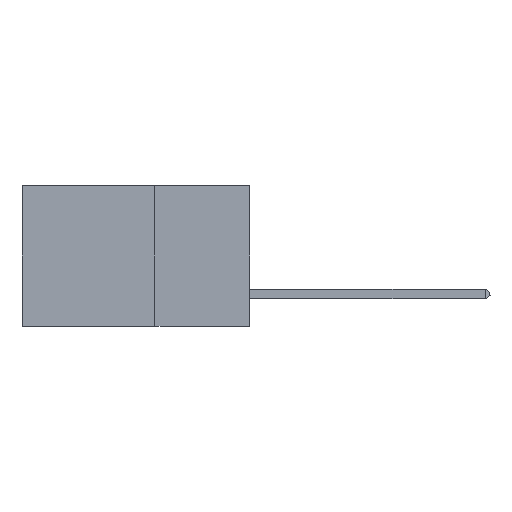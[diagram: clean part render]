
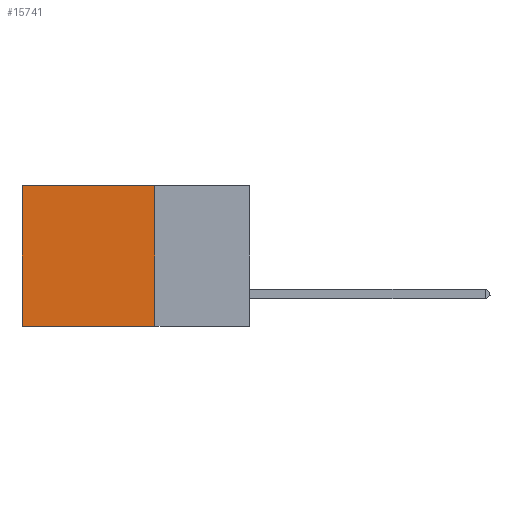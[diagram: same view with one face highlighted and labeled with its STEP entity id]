
A CAD part, left-side view. The second image highlights one B-rep face of the part: STEP entity #15741.
In plain terms, the highlighted planar face has unit normal (-1, 0, 0).
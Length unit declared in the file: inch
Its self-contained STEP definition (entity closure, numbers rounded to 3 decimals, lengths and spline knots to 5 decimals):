
#807 = EDGE_CURVE ( 'NONE', #17728, #7368, #22055, .T. ) ;
#1532 = VECTOR ( 'NONE', #10083, 39.37008 ) ;
#2263 = CARTESIAN_POINT ( 'NONE',  ( 0.2875, 0.6, 0. ) ) ;
#2659 = EDGE_CURVE ( 'NONE', #17728, #10537, #17371, .T. ) ;
#3894 = PLANE ( 'NONE',  #14328 ) ;
#4626 = DIRECTION ( 'NONE',  ( 0., 0., -1. ) ) ;
#4897 = CARTESIAN_POINT ( 'NONE',  ( 0.2875, 0.25, 0. ) ) ;
#5702 = CARTESIAN_POINT ( 'NONE',  ( 0.2875, 0.25, 0. ) ) ;
#6457 = ORIENTED_EDGE ( 'NONE', *, *, #20215, .T. ) ;
#7368 = VERTEX_POINT ( 'NONE', #2263 ) ;
#8002 = VERTEX_POINT ( 'NONE', #17720 ) ;
#8382 = FACE_OUTER_BOUND ( 'NONE', #23358, .T. ) ;
#8689 = DIRECTION ( 'NONE',  ( 0., 0., -1. ) ) ;
#10083 = DIRECTION ( 'NONE',  ( 0., 1., 0. ) ) ;
#10537 = VERTEX_POINT ( 'NONE', #11199 ) ;
#11199 = CARTESIAN_POINT ( 'NONE',  ( 0.2875, 0.25, -0.37 ) ) ;
#13991 = CARTESIAN_POINT ( 'NONE',  ( 0.2875, 0.25, -0.37 ) ) ;
#14328 = AXIS2_PLACEMENT_3D ( 'NONE', #24389, #29194, #8689 ) ;
#15741 = ADVANCED_FACE ( 'NONE', ( #8382 ), #3894, .F. ) ;
#16239 = LINE ( 'NONE', #13991, #17697 ) ;
#17371 = LINE ( 'NONE', #5702, #22926 ) ;
#17697 = VECTOR ( 'NONE', #18629, 39.37008 ) ;
#17720 = CARTESIAN_POINT ( 'NONE',  ( 0.2875, 0.6, -0.37 ) ) ;
#17728 = VERTEX_POINT ( 'NONE', #4897 ) ;
#18181 = EDGE_CURVE ( 'NONE', #10537, #8002, #16239, .T. ) ;
#18629 = DIRECTION ( 'NONE',  ( 0., 1., 0. ) ) ;
#20215 = EDGE_CURVE ( 'NONE', #7368, #8002, #24973, .T. ) ;
#21457 = CARTESIAN_POINT ( 'NONE',  ( 0.2875, 0.25, 0. ) ) ;
#21650 = ORIENTED_EDGE ( 'NONE', *, *, #18181, .F. ) ;
#22055 = LINE ( 'NONE', #21457, #1532 ) ;
#22926 = VECTOR ( 'NONE', #28441, 39.37008 ) ;
#23358 = EDGE_LOOP ( 'NONE', ( #6457, #21650, #24826, #29269 ) ) ;
#24389 = CARTESIAN_POINT ( 'NONE',  ( 0.2875, 0.25, 0. ) ) ;
#24477 = VECTOR ( 'NONE', #4626, 39.37008 ) ;
#24826 = ORIENTED_EDGE ( 'NONE', *, *, #2659, .F. ) ;
#24973 = LINE ( 'NONE', #27367, #24477 ) ;
#27367 = CARTESIAN_POINT ( 'NONE',  ( 0.2875, 0.6, 0. ) ) ;
#28441 = DIRECTION ( 'NONE',  ( 0., 0., -1. ) ) ;
#29194 = DIRECTION ( 'NONE',  ( 1., 0., 0. ) ) ;
#29269 = ORIENTED_EDGE ( 'NONE', *, *, #807, .T. ) ;
